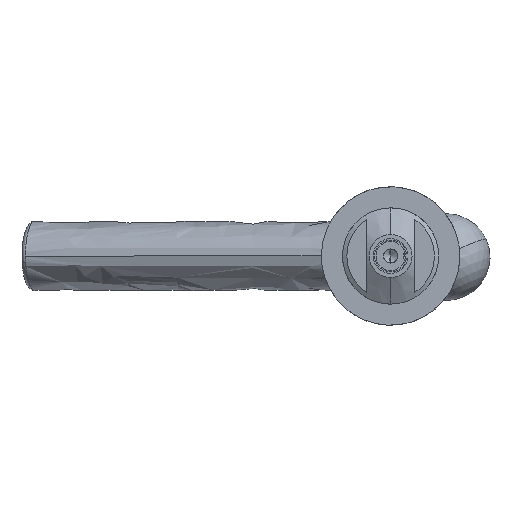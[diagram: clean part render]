
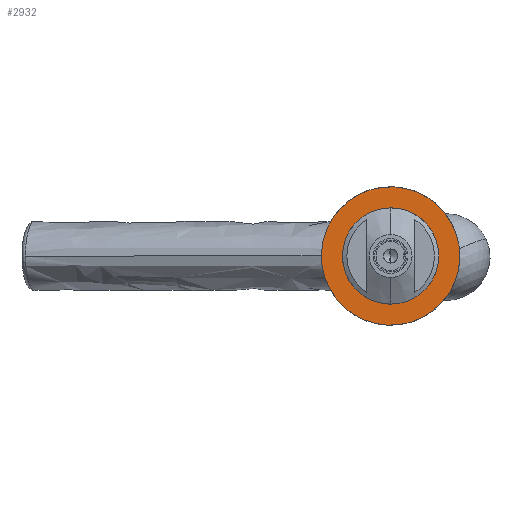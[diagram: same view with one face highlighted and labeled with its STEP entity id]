
A CAD part, left-side view. The second image highlights one B-rep face of the part: STEP entity #2932.
In plain terms, the highlighted planar face has unit normal (-1, 0, 0).
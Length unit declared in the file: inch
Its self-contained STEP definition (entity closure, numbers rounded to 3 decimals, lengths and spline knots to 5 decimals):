
#333 = EDGE_LOOP ( 'NONE', ( #9774, #15722 ) ) ;
#470 = DIRECTION ( 'NONE',  ( -1., 0., 0. ) ) ;
#798 = DIRECTION ( 'NONE',  ( 1., 0., 0. ) ) ;
#838 = VERTEX_POINT ( 'NONE', #9619 ) ;
#938 = AXIS2_PLACEMENT_3D ( 'NONE', #1880, #470, #7345 ) ;
#1880 = CARTESIAN_POINT ( 'NONE',  ( -4.408, 0., 0. ) ) ;
#2238 = AXIS2_PLACEMENT_3D ( 'NONE', #8014, #2471, #14562 ) ;
#2471 = DIRECTION ( 'NONE',  ( -1., 0., 0. ) ) ;
#2740 = DIRECTION ( 'NONE',  ( 0., 0.955, -0.298 ) ) ;
#2932 = ADVANCED_FACE ( 'NONE', ( #11426, #16949 ), #4639, .F. ) ;
#3135 = ORIENTED_EDGE ( 'NONE', *, *, #7233, .F. ) ;
#3459 = DIRECTION ( 'NONE',  ( 0., -0.955, 0.298 ) ) ;
#4260 = CARTESIAN_POINT ( 'NONE',  ( -4.408, -0.6634, 0.20719 ) ) ;
#4639 = PLANE ( 'NONE',  #5294 ) ;
#5294 = AXIS2_PLACEMENT_3D ( 'NONE', #16036, #798, #3459 ) ;
#5862 = EDGE_LOOP ( 'NONE', ( #3135, #10359 ) ) ;
#5982 = DIRECTION ( 'NONE',  ( 0., 0.955, -0.298 ) ) ;
#6143 = CIRCLE ( 'NONE', #11550, 1. ) ;
#7233 = EDGE_CURVE ( 'NONE', #14793, #8192, #13657, .T. ) ;
#7345 = DIRECTION ( 'NONE',  ( 0., 0.955, -0.298 ) ) ;
#8014 = CARTESIAN_POINT ( 'NONE',  ( -4.408, 0., 0. ) ) ;
#8192 = VERTEX_POINT ( 'NONE', #4260 ) ;
#8658 = CIRCLE ( 'NONE', #938, 1. ) ;
#8824 = AXIS2_PLACEMENT_3D ( 'NONE', #13673, #9729, #2740 ) ;
#8939 = CARTESIAN_POINT ( 'NONE',  ( -4.408, 0.6634, -0.20719 ) ) ;
#9619 = CARTESIAN_POINT ( 'NONE',  ( -4.408, 0.95453, -0.29812 ) ) ;
#9729 = DIRECTION ( 'NONE',  ( -1., 0., 0. ) ) ;
#9774 = ORIENTED_EDGE ( 'NONE', *, *, #17262, .T. ) ;
#10359 = ORIENTED_EDGE ( 'NONE', *, *, #12065, .F. ) ;
#11426 = FACE_BOUND ( 'NONE', #5862, .T. ) ;
#11550 = AXIS2_PLACEMENT_3D ( 'NONE', #16748, #15289, #5982 ) ;
#12065 = EDGE_CURVE ( 'NONE', #8192, #14793, #16281, .T. ) ;
#13087 = VERTEX_POINT ( 'NONE', #16675 ) ;
#13657 = CIRCLE ( 'NONE', #2238, 0.695 ) ;
#13673 = CARTESIAN_POINT ( 'NONE',  ( -4.408, 0., 0. ) ) ;
#14562 = DIRECTION ( 'NONE',  ( 0., 0.955, -0.298 ) ) ;
#14597 = EDGE_CURVE ( 'NONE', #13087, #838, #6143, .T. ) ;
#14793 = VERTEX_POINT ( 'NONE', #8939 ) ;
#15289 = DIRECTION ( 'NONE',  ( -1., 0., 0. ) ) ;
#15722 = ORIENTED_EDGE ( 'NONE', *, *, #14597, .T. ) ;
#16036 = CARTESIAN_POINT ( 'NONE',  ( -4.408, -0.29812, -0.95453 ) ) ;
#16281 = CIRCLE ( 'NONE', #8824, 0.695 ) ;
#16675 = CARTESIAN_POINT ( 'NONE',  ( -4.408, -0.95453, 0.29812 ) ) ;
#16748 = CARTESIAN_POINT ( 'NONE',  ( -4.408, 0., 0. ) ) ;
#16949 = FACE_OUTER_BOUND ( 'NONE', #333, .T. ) ;
#17262 = EDGE_CURVE ( 'NONE', #838, #13087, #8658, .T. ) ;
